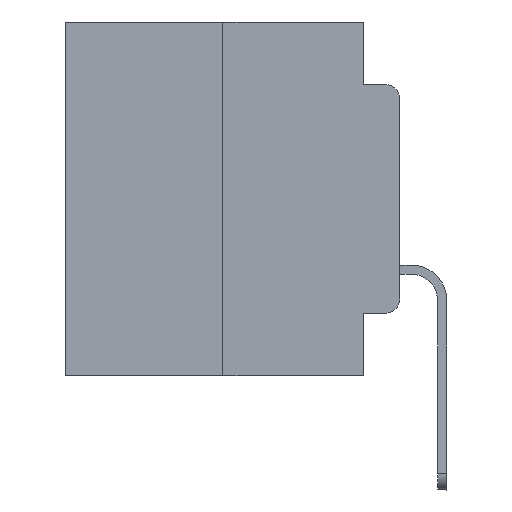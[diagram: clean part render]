
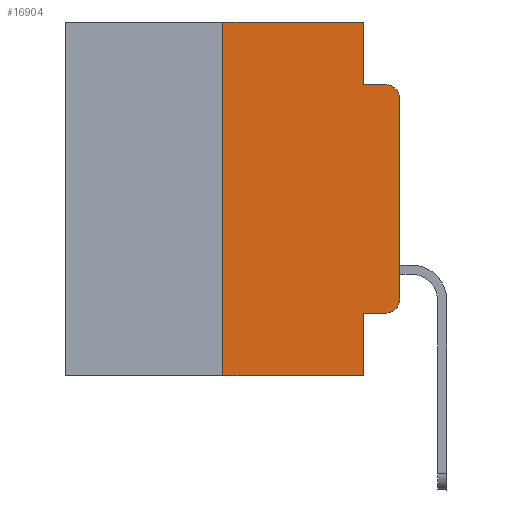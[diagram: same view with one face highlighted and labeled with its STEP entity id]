
A CAD part, left-side view. The second image highlights one B-rep face of the part: STEP entity #16904.
In plain terms, the highlighted planar face has unit normal (-1, 0, 0).
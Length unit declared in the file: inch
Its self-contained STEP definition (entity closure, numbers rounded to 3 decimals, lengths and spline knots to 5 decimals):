
#39 = ORIENTED_EDGE ( 'NONE', *, *, #15194, .F. ) ;
#105 = VERTEX_POINT ( 'NONE', #3265 ) ;
#107 = CARTESIAN_POINT ( 'NONE',  ( 0., 0.473, 0. ) ) ;
#108 = AXIS2_PLACEMENT_3D ( 'NONE', #23068, #13140, #5184 ) ;
#634 = EDGE_CURVE ( 'NONE', #13025, #10774, #15073, .T. ) ;
#682 = CARTESIAN_POINT ( 'NONE',  ( 0., 0.051, -0.0885 ) ) ;
#1089 = DIRECTION ( 'NONE',  ( 0., -1., 0. ) ) ;
#1093 = ORIENTED_EDGE ( 'NONE', *, *, #17657, .T. ) ;
#1182 = VECTOR ( 'NONE', #6602, 39.37008 ) ;
#1347 = VERTEX_POINT ( 'NONE', #20889 ) ;
#1438 = CARTESIAN_POINT ( 'NONE',  ( 0., 0.051, -0.4115 ) ) ;
#1658 = VERTEX_POINT ( 'NONE', #24129 ) ;
#2081 = VECTOR ( 'NONE', #1089, 39.37008 ) ;
#2915 = ORIENTED_EDGE ( 'NONE', *, *, #25250, .F. ) ;
#3265 = CARTESIAN_POINT ( 'NONE',  ( 0., 0.02, -0.4115 ) ) ;
#3274 = LINE ( 'NONE', #1438, #5262 ) ;
#3509 = EDGE_CURVE ( 'NONE', #16861, #1347, #8937, .T. ) ;
#3855 = VERTEX_POINT ( 'NONE', #20031 ) ;
#4207 = ORIENTED_EDGE ( 'NONE', *, *, #22032, .T. ) ;
#4780 = DIRECTION ( 'NONE',  ( 0., 0., -1. ) ) ;
#5152 = LINE ( 'NONE', #14464, #2081 ) ;
#5168 = LINE ( 'NONE', #21102, #9687 ) ;
#5184 = DIRECTION ( 'NONE',  ( 0., 0., -1. ) ) ;
#5262 = VECTOR ( 'NONE', #23639, 39.37008 ) ;
#5381 = ORIENTED_EDGE ( 'NONE', *, *, #7228, .T. ) ;
#5933 = EDGE_CURVE ( 'NONE', #18247, #9011, #13583, .T. ) ;
#6012 = CARTESIAN_POINT ( 'NONE',  ( 0., 0.473, 0. ) ) ;
#6148 = FACE_OUTER_BOUND ( 'NONE', #7572, .T. ) ;
#6602 = DIRECTION ( 'NONE',  ( 0., 0., -1. ) ) ;
#6963 = CARTESIAN_POINT ( 'NONE',  ( 0., 0., -0.1085 ) ) ;
#6987 = CARTESIAN_POINT ( 'NONE',  ( 0., 0.051, -0.5 ) ) ;
#7184 = DIRECTION ( 'NONE',  ( 0., 0., 1. ) ) ;
#7228 = EDGE_CURVE ( 'NONE', #1658, #105, #3274, .T. ) ;
#7572 = EDGE_LOOP ( 'NONE', ( #7701, #21832, #39, #15026, #13468, #20900, #4207, #2915, #5381, #1093 ) ) ;
#7701 = ORIENTED_EDGE ( 'NONE', *, *, #5933, .T. ) ;
#8937 = LINE ( 'NONE', #21096, #16008 ) ;
#8949 = VECTOR ( 'NONE', #7184, 39.37008 ) ;
#9011 = VERTEX_POINT ( 'NONE', #6963 ) ;
#9191 = EDGE_CURVE ( 'NONE', #9011, #3855, #18222, .T. ) ;
#9687 = VECTOR ( 'NONE', #10292, 39.37008 ) ;
#10186 = DIRECTION ( 'NONE',  ( 0., -1., 0. ) ) ;
#10292 = DIRECTION ( 'NONE',  ( 0., -1., 0. ) ) ;
#10774 = VERTEX_POINT ( 'NONE', #682 ) ;
#11024 = DIRECTION ( 'NONE',  ( 0., 0., 1. ) ) ;
#11134 = AXIS2_PLACEMENT_3D ( 'NONE', #13480, #15945, #15819 ) ;
#11876 = DIRECTION ( 'NONE',  ( 0., 0., -1. ) ) ;
#11879 = CARTESIAN_POINT ( 'NONE',  ( 0., 0., -0.3915 ) ) ;
#12009 = DIRECTION ( 'NONE',  ( 1., 0., 0. ) ) ;
#12173 = AXIS2_PLACEMENT_3D ( 'NONE', #6012, #12009, #11876 ) ;
#13025 = VERTEX_POINT ( 'NONE', #18178 ) ;
#13140 = DIRECTION ( 'NONE',  ( -1., 0., 0. ) ) ;
#13468 = ORIENTED_EDGE ( 'NONE', *, *, #15951, .F. ) ;
#13480 = CARTESIAN_POINT ( 'NONE',  ( 0., 0.02, -0.1085 ) ) ;
#13583 = LINE ( 'NONE', #25077, #8949 ) ;
#14191 = CARTESIAN_POINT ( 'NONE',  ( 0., 0.051, 0. ) ) ;
#14464 = CARTESIAN_POINT ( 'NONE',  ( 0., 0.051, -0.0885 ) ) ;
#15026 = ORIENTED_EDGE ( 'NONE', *, *, #634, .F. ) ;
#15073 = LINE ( 'NONE', #20429, #1182 ) ;
#15194 = EDGE_CURVE ( 'NONE', #10774, #3855, #5152, .T. ) ;
#15819 = DIRECTION ( 'NONE',  ( 0., 0., -1. ) ) ;
#15942 = LINE ( 'NONE', #107, #16740 ) ;
#15945 = DIRECTION ( 'NONE',  ( -1., 0., 0. ) ) ;
#15951 = EDGE_CURVE ( 'NONE', #1347, #13025, #15942, .T. ) ;
#15987 = CIRCLE ( 'NONE', #108, 0.02 ) ;
#16008 = VECTOR ( 'NONE', #11024, 39.37008 ) ;
#16740 = VECTOR ( 'NONE', #10186, 39.37008 ) ;
#16861 = VERTEX_POINT ( 'NONE', #25733 ) ;
#16904 = ADVANCED_FACE ( 'NONE', ( #6148 ), #23897, .F. ) ;
#17657 = EDGE_CURVE ( 'NONE', #105, #18247, #15987, .T. ) ;
#18178 = CARTESIAN_POINT ( 'NONE',  ( 0., 0.051, 0. ) ) ;
#18222 = CIRCLE ( 'NONE', #11134, 0.02 ) ;
#18247 = VERTEX_POINT ( 'NONE', #11879 ) ;
#19278 = VERTEX_POINT ( 'NONE', #6987 ) ;
#20031 = CARTESIAN_POINT ( 'NONE',  ( 0., 0.02, -0.0885 ) ) ;
#20429 = CARTESIAN_POINT ( 'NONE',  ( 0., 0.051, 0. ) ) ;
#20889 = CARTESIAN_POINT ( 'NONE',  ( 0., 0.25, 0. ) ) ;
#20900 = ORIENTED_EDGE ( 'NONE', *, *, #3509, .F. ) ;
#21096 = CARTESIAN_POINT ( 'NONE',  ( 0., 0.25, 0. ) ) ;
#21102 = CARTESIAN_POINT ( 'NONE',  ( 0., 0.473, -0.5 ) ) ;
#21832 = ORIENTED_EDGE ( 'NONE', *, *, #9191, .T. ) ;
#22032 = EDGE_CURVE ( 'NONE', #16861, #19278, #5168, .T. ) ;
#23068 = CARTESIAN_POINT ( 'NONE',  ( 0., 0.02, -0.3915 ) ) ;
#23639 = DIRECTION ( 'NONE',  ( 0., -1., 0. ) ) ;
#23897 = PLANE ( 'NONE',  #12173 ) ;
#24118 = LINE ( 'NONE', #14191, #24377 ) ;
#24129 = CARTESIAN_POINT ( 'NONE',  ( 0., 0.051, -0.4115 ) ) ;
#24377 = VECTOR ( 'NONE', #4780, 39.37008 ) ;
#25077 = CARTESIAN_POINT ( 'NONE',  ( 0., 0., 0. ) ) ;
#25250 = EDGE_CURVE ( 'NONE', #1658, #19278, #24118, .T. ) ;
#25733 = CARTESIAN_POINT ( 'NONE',  ( 0., 0.25, -0.5 ) ) ;
